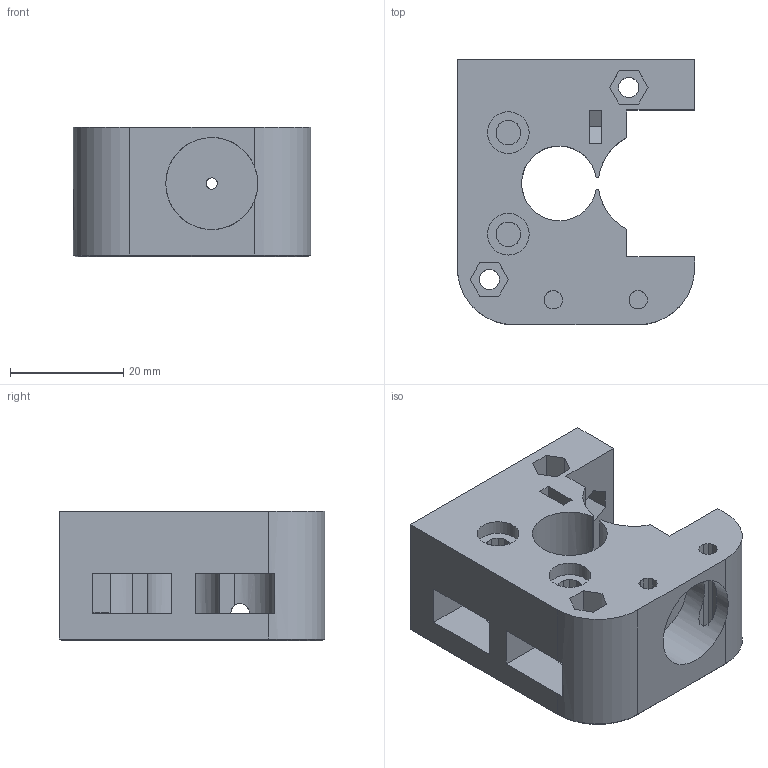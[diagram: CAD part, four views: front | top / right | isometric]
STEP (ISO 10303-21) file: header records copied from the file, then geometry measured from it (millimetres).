
FILE_DESCRIPTION(/* description */ ('Alibre Inc.'),/* implementation_level */ '2;1');
FILE_NAME(/* name */ 'export0',/* time_stamp */ '2017-02-24T11:15:29-05:00',/* author */ (''),/* organization */ (''),/* preprocessor_version */ 'ST-DEVELOPER v14',/* originating_system */ 'Alibre',/* authorisation */ '');
FILE_SCHEMA (('AUTOMOTIVE_DESIGN'));
Length unit declared in the file: centimetre
Bounding box: 42 x 47 x 23 mm (x, y, z)
Volume: 24884.5 mm3; surface area: 12064.2 mm2
Topology: 1 solids, 1 shells, 263 faces, 732 edges, 480 vertices
Faces by surface type: plane 235, cylinder 22, cone 6
Full cylindrical faces by diameter (mm): 2 x2, 3.25 x4, 3.5 x2, 5.75 x2, 7.4 x2, 16.3 x1
Entity records: 7703 total; most frequent: CARTESIAN_POINT 1517, ORIENTED_EDGE 1412, DIRECTION 966, EDGE_CURVE 706, VECTOR 553, LINE 553, VERTEX_POINT 469, EDGE_LOOP 315
